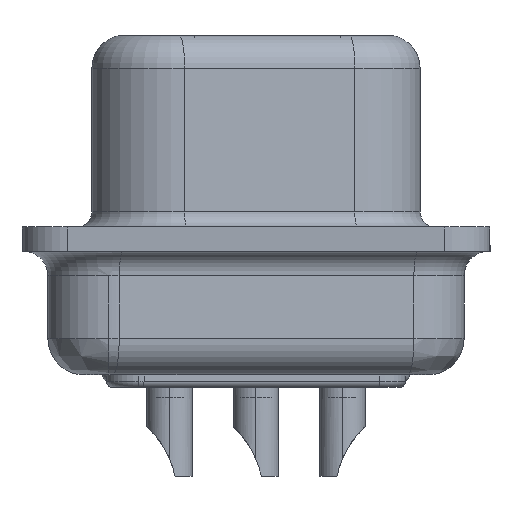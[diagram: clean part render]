
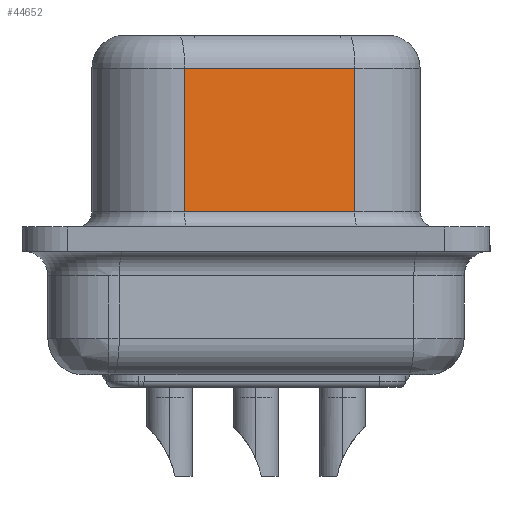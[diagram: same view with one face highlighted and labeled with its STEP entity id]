
A CAD part, left-side view. The second image highlights one B-rep face of the part: STEP entity #44652.
In plain terms, the highlighted planar face has unit normal (-0.985, -0.174, 0).
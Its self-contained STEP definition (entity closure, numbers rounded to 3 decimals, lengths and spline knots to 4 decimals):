
#39384=FACE_OUTER_BOUND('',#73455,.T.);
#44652=ADVANCED_FACE('',(#39384),#46456,.F.);
#46456=PLANE('',#135851);
#59664=LINE('',#270859,#67194);
#59671=LINE('',#270889,#67201);
#59672=LINE('',#270891,#67202);
#59673=LINE('',#270893,#67203);
#67194=VECTOR('',#150159,1.);
#67201=VECTOR('',#150200,1.);
#67202=VECTOR('',#150203,1.);
#67203=VECTOR('',#150204,1.);
#73455=EDGE_LOOP('',(#101708,#101709,#101710,#101711));
#101708=ORIENTED_EDGE('',*,*,#125971,.F.);
#101709=ORIENTED_EDGE('',*,*,#125972,.T.);
#101710=ORIENTED_EDGE('',*,*,#125973,.T.);
#101711=ORIENTED_EDGE('',*,*,#125956,.F.);
#111723=VERTEX_POINT('',#270856);
#111724=VERTEX_POINT('',#270860);
#111729=VERTEX_POINT('',#270888);
#111730=VERTEX_POINT('',#270892);
#125956=EDGE_CURVE('',#111723,#111724,#59664,.T.);
#125971=EDGE_CURVE('',#111729,#111723,#59671,.T.);
#125972=EDGE_CURVE('',#111729,#111730,#59672,.T.);
#125973=EDGE_CURVE('',#111730,#111724,#59673,.T.);
#135851=AXIS2_PLACEMENT_3D('',#270894,#150205,#150206);
#150159=DIRECTION('',(0.174,-0.985,0.));
#150200=DIRECTION('',(0.,0.,1.));
#150203=DIRECTION('',(0.174,-0.985,0.));
#150204=DIRECTION('',(0.,0.,1.));
#150205=DIRECTION('',(0.985,0.174,0.));
#150206=DIRECTION('',(-0.174,0.985,0.));
#270856=CARTESIAN_POINT('',(-26.2105,2.3485,5.6183));
#270859=CARTESIAN_POINT('',(-26.2105,2.3485,5.6183));
#270860=CARTESIAN_POINT('',(-25.2231,-3.2515,5.6183));
#270888=CARTESIAN_POINT('',(-26.2105,2.3485,0.9));
#270889=CARTESIAN_POINT('',(-26.2105,2.3485,5.6183));
#270891=CARTESIAN_POINT('',(-26.2105,2.3485,0.9));
#270892=CARTESIAN_POINT('',(-25.2231,-3.2515,0.9));
#270893=CARTESIAN_POINT('',(-25.2231,-3.2515,5.6183));
#270894=CARTESIAN_POINT('',(-26.2105,2.3485,5.6183));
